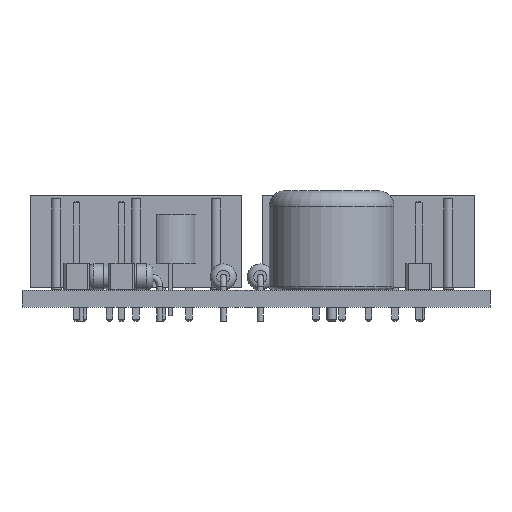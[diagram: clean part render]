
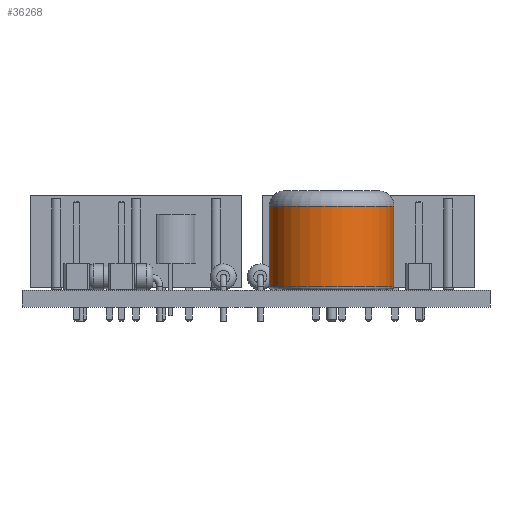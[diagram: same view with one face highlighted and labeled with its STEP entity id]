
A CAD part, front view. The second image highlights one B-rep face of the part: STEP entity #36268.
In plain terms, the highlighted cylindrical face has radius 6 mm (diameter 12 mm), a full revolution.
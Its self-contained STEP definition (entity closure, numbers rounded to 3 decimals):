
#36268 = ADVANCED_FACE('',(#36269),#36282,.T.);
#36269 = FACE_BOUND('',#36270,.T.);
#36270 = EDGE_LOOP('',(#36271,#36305,#36328,#36355));
#36271 = ORIENTED_EDGE('',*,*,#36272,.T.);
#36272 = EDGE_CURVE('',#36273,#36273,#36275,.T.);
#36273 = VERTEX_POINT('',#36274);
#36274 = CARTESIAN_POINT('',(9.8,0.,0.33));
#36275 = SURFACE_CURVE('',#36276,(#36281,#36293),.PCURVE_S1.);
#36276 = CIRCLE('',#36277,6.);
#36277 = AXIS2_PLACEMENT_3D('',#36278,#36279,#36280);
#36278 = CARTESIAN_POINT('',(3.8,0.,0.33));
#36279 = DIRECTION('',(0.,0.,1.));
#36280 = DIRECTION('',(1.,0.,0.));
#36281 = PCURVE('',#36282,#36287);
#36282 = CYLINDRICAL_SURFACE('',#36283,6.);
#36283 = AXIS2_PLACEMENT_3D('',#36284,#36285,#36286);
#36284 = CARTESIAN_POINT('',(3.8,0.,0.03));
#36285 = DIRECTION('',(-0.,-0.,-1.));
#36286 = DIRECTION('',(1.,0.,0.));
#36287 = DEFINITIONAL_REPRESENTATION('',(#36288),#36292);
#36288 = LINE('',#36289,#36290);
#36289 = CARTESIAN_POINT('',(6.283,-0.3));
#36290 = VECTOR('',#36291,1.);
#36291 = DIRECTION('',(-1.,0.));
#36292 = ( GEOMETRIC_REPRESENTATION_CONTEXT(2) 
PARAMETRIC_REPRESENTATION_CONTEXT() REPRESENTATION_CONTEXT('2D SPACE',''
  ) );
#36293 = PCURVE('',#36294,#36299);
#36294 = TOROIDAL_SURFACE('',#36295,5.7,0.3);
#36295 = AXIS2_PLACEMENT_3D('',#36296,#36297,#36298);
#36296 = CARTESIAN_POINT('',(3.8,0.,0.33));
#36297 = DIRECTION('',(0.,0.,-1.));
#36298 = DIRECTION('',(1.,0.,0.));
#36299 = DEFINITIONAL_REPRESENTATION('',(#36300),#36304);
#36300 = LINE('',#36301,#36302);
#36301 = CARTESIAN_POINT('',(6.283,0.));
#36302 = VECTOR('',#36303,1.);
#36303 = DIRECTION('',(-1.,0.));
#36304 = ( GEOMETRIC_REPRESENTATION_CONTEXT(2) 
PARAMETRIC_REPRESENTATION_CONTEXT() REPRESENTATION_CONTEXT('2D SPACE',''
  ) );
#36305 = ORIENTED_EDGE('',*,*,#36306,.T.);
#36306 = EDGE_CURVE('',#36273,#36307,#36309,.T.);
#36307 = VERTEX_POINT('',#36308);
#36308 = CARTESIAN_POINT('',(9.8,0.,8.049));
#36309 = SEAM_CURVE('',#36310,(#36314,#36321),.PCURVE_S1.);
#36310 = LINE('',#36311,#36312);
#36311 = CARTESIAN_POINT('',(9.8,0.,0.03));
#36312 = VECTOR('',#36313,1.);
#36313 = DIRECTION('',(0.,0.,1.));
#36314 = PCURVE('',#36282,#36315);
#36315 = DEFINITIONAL_REPRESENTATION('',(#36316),#36320);
#36316 = LINE('',#36317,#36318);
#36317 = CARTESIAN_POINT('',(0.,0.));
#36318 = VECTOR('',#36319,1.);
#36319 = DIRECTION('',(0.,-1.));
#36320 = ( GEOMETRIC_REPRESENTATION_CONTEXT(2) 
PARAMETRIC_REPRESENTATION_CONTEXT() REPRESENTATION_CONTEXT('2D SPACE',''
  ) );
#36321 = PCURVE('',#36282,#36322);
#36322 = DEFINITIONAL_REPRESENTATION('',(#36323),#36327);
#36323 = LINE('',#36324,#36325);
#36324 = CARTESIAN_POINT('',(6.283,0.));
#36325 = VECTOR('',#36326,1.);
#36326 = DIRECTION('',(0.,-1.));
#36327 = ( GEOMETRIC_REPRESENTATION_CONTEXT(2) 
PARAMETRIC_REPRESENTATION_CONTEXT() REPRESENTATION_CONTEXT('2D SPACE',''
  ) );
#36328 = ORIENTED_EDGE('',*,*,#36329,.F.);
#36329 = EDGE_CURVE('',#36307,#36307,#36330,.T.);
#36330 = SURFACE_CURVE('',#36331,(#36336,#36343),.PCURVE_S1.);
#36331 = CIRCLE('',#36332,6.);
#36332 = AXIS2_PLACEMENT_3D('',#36333,#36334,#36335);
#36333 = CARTESIAN_POINT('',(3.8,0.,8.049));
#36334 = DIRECTION('',(0.,0.,1.));
#36335 = DIRECTION('',(1.,0.,0.));
#36336 = PCURVE('',#36282,#36337);
#36337 = DEFINITIONAL_REPRESENTATION('',(#36338),#36342);
#36338 = LINE('',#36339,#36340);
#36339 = CARTESIAN_POINT('',(6.283,-8.019));
#36340 = VECTOR('',#36341,1.);
#36341 = DIRECTION('',(-1.,0.));
#36342 = ( GEOMETRIC_REPRESENTATION_CONTEXT(2) 
PARAMETRIC_REPRESENTATION_CONTEXT() REPRESENTATION_CONTEXT('2D SPACE',''
  ) );
#36343 = PCURVE('',#36344,#36349);
#36344 = TOROIDAL_SURFACE('',#36345,4.519,1.481);
#36345 = AXIS2_PLACEMENT_3D('',#36346,#36347,#36348);
#36346 = CARTESIAN_POINT('',(3.8,0.,8.049));
#36347 = DIRECTION('',(0.,0.,1.));
#36348 = DIRECTION('',(1.,0.,0.));
#36349 = DEFINITIONAL_REPRESENTATION('',(#36350),#36354);
#36350 = LINE('',#36351,#36352);
#36351 = CARTESIAN_POINT('',(0.,0.));
#36352 = VECTOR('',#36353,1.);
#36353 = DIRECTION('',(1.,0.));
#36354 = ( GEOMETRIC_REPRESENTATION_CONTEXT(2) 
PARAMETRIC_REPRESENTATION_CONTEXT() REPRESENTATION_CONTEXT('2D SPACE',''
  ) );
#36355 = ORIENTED_EDGE('',*,*,#36306,.F.);
